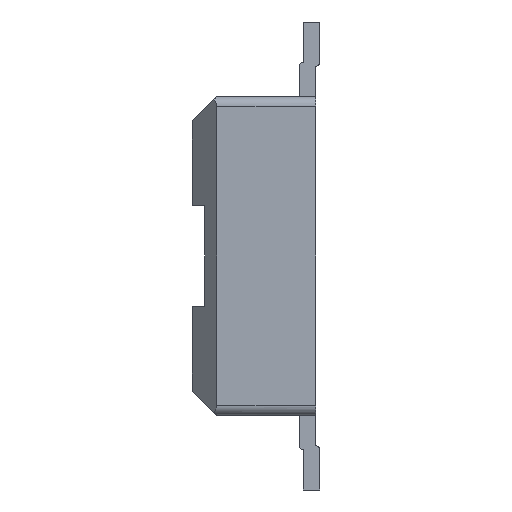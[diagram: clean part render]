
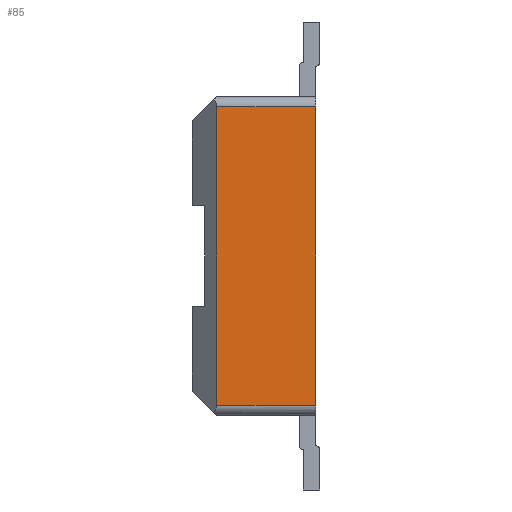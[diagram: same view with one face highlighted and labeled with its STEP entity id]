
A CAD part, left-side view. The second image highlights one B-rep face of the part: STEP entity #85.
In plain terms, the highlighted planar face has unit normal (-1, 0, 0).
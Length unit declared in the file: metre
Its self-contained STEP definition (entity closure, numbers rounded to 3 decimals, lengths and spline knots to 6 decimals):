
#85 = ADVANCED_FACE( '', ( #517 ), #518, .F. );
#517 = FACE_OUTER_BOUND( '', #1314, .T. );
#518 = PLANE( '', #1315 );
#1314 = EDGE_LOOP( '', ( #2382, #2383, #2384, #2385 ) );
#1315 = AXIS2_PLACEMENT_3D( '', #2386, #2387, #2388 );
#2382 = ORIENTED_EDGE( '', *, *, #5493, .F. );
#2383 = ORIENTED_EDGE( '', *, *, #5310, .T. );
#2384 = ORIENTED_EDGE( '', *, *, #5307, .T. );
#2385 = ORIENTED_EDGE( '', *, *, #5297, .T. );
#2386 = CARTESIAN_POINT( '', ( -0.00165, 0., 0. ) );
#2387 = DIRECTION( '', ( 1., 0., 0. ) );
#2388 = DIRECTION( '', ( 0., 1., 0. ) );
#5297 = EDGE_CURVE( '', #6352, #6353, #6354, .T. );
#5307 = EDGE_CURVE( '', #6371, #6352, #6372, .T. );
#5310 = EDGE_CURVE( '', #6376, #6371, #6377, .T. );
#5493 = EDGE_CURVE( '', #6376, #6353, #6730, .T. );
#6352 = VERTEX_POINT( '', #8083 );
#6353 = VERTEX_POINT( '', #8084 );
#6354 = LINE( '', #8085, #8086 );
#6371 = VERTEX_POINT( '', #8112 );
#6372 = LINE( '', #8113, #8114 );
#6376 = VERTEX_POINT( '', #8122 );
#6377 = LINE( '', #8123, #8124 );
#6730 = LINE( '', #8674, #8675 );
#8083 = CARTESIAN_POINT( '', ( -0.00165, 0.00049, -0.00074 ) );
#8084 = CARTESIAN_POINT( '', ( -0.00165, 0., -0.00074 ) );
#8085 = CARTESIAN_POINT( '', ( -0.00165, 0.00049, -0.00074 ) );
#8086 = VECTOR( '', #10736, 1. );
#8112 = CARTESIAN_POINT( '', ( -0.00165, 0.00049, 0.00074 ) );
#8113 = CARTESIAN_POINT( '', ( -0.00165, 0.00049, 0.00074 ) );
#8114 = VECTOR( '', #10747, 1. );
#8122 = CARTESIAN_POINT( '', ( -0.00165, 0., 0.00074 ) );
#8123 = CARTESIAN_POINT( '', ( -0.00165, 0., 0.00074 ) );
#8124 = VECTOR( '', #10748, 1. );
#8674 = CARTESIAN_POINT( '', ( -0.00165, 0., 0.00074 ) );
#8675 = VECTOR( '', #10961, 1. );
#10736 = DIRECTION( '', ( 0., -1., 0. ) );
#10747 = DIRECTION( '', ( 0., 0., -1. ) );
#10748 = DIRECTION( '', ( 0., 1., 0. ) );
#10961 = DIRECTION( '', ( 0., 0., -1. ) );
